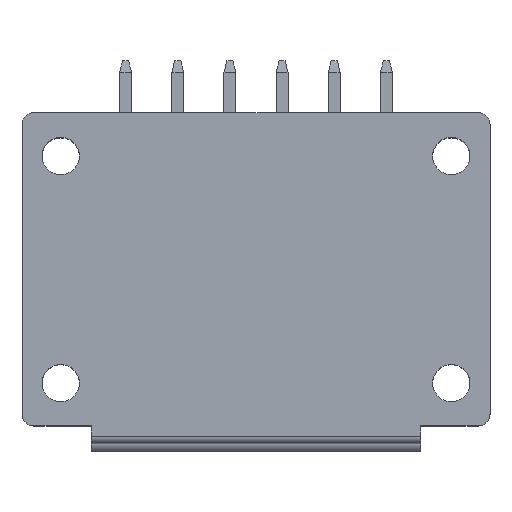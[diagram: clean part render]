
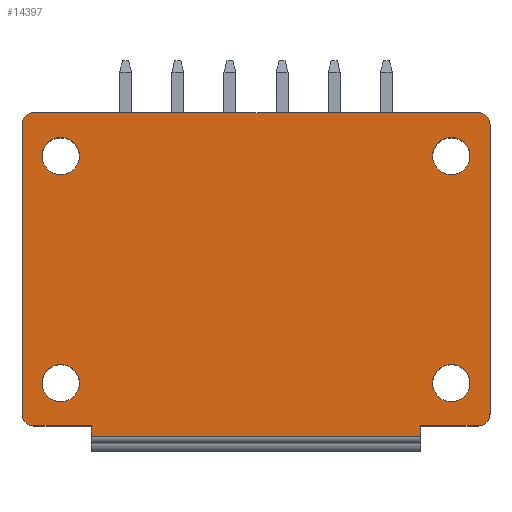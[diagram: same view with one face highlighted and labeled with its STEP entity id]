
A CAD part, top view. The second image highlights one B-rep face of the part: STEP entity #14397.
In plain terms, the highlighted planar face has unit normal (0, 0, 1).
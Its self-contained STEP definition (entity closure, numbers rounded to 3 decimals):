
#268=CARTESIAN_POINT('',(-24.3,-6.74,9.2));
#269=DIRECTION('',(0.,0.,-1.));
#270=DIRECTION('',(-1.,0.,0.));
#271=AXIS2_PLACEMENT_3D('',#268,#269,#270);
#273=CARTESIAN_POINT('',(-24.3,-6.74,9.2));
#274=DIRECTION('',(0.,0.,-1.));
#275=DIRECTION('',(1.,0.,0.));
#276=AXIS2_PLACEMENT_3D('',#273,#274,#275);
#278=CARTESIAN_POINT('',(-24.3,8.5,9.2));
#279=DIRECTION('',(0.,0.,-1.));
#280=DIRECTION('',(-1.,0.,0.));
#281=AXIS2_PLACEMENT_3D('',#278,#279,#280);
#283=CARTESIAN_POINT('',(-24.3,8.5,9.2));
#284=DIRECTION('',(0.,0.,-1.));
#285=DIRECTION('',(1.,0.,0.));
#286=AXIS2_PLACEMENT_3D('',#283,#284,#285);
#288=CARTESIAN_POINT('',(1.9,-6.74,9.2));
#289=DIRECTION('',(0.,0.,1.));
#290=DIRECTION('',(1.,0.,0.));
#291=AXIS2_PLACEMENT_3D('',#288,#289,#290);
#293=CARTESIAN_POINT('',(1.9,-6.74,9.2));
#294=DIRECTION('',(0.,0.,1.));
#295=DIRECTION('',(-1.,0.,0.));
#296=AXIS2_PLACEMENT_3D('',#293,#294,#295);
#298=CARTESIAN_POINT('',(1.9,8.5,9.2));
#299=DIRECTION('',(0.,0.,1.));
#300=DIRECTION('',(1.,0.,0.));
#301=AXIS2_PLACEMENT_3D('',#298,#299,#300);
#303=CARTESIAN_POINT('',(1.9,8.5,9.2));
#304=DIRECTION('',(0.,0.,1.));
#305=DIRECTION('',(-1.,0.,0.));
#306=AXIS2_PLACEMENT_3D('',#303,#304,#305);
#308=DIRECTION('',(0.,-1.,0.));
#309=VECTOR('',#308,0.7);
#310=CARTESIAN_POINT('',(-22.25,-9.6,9.2));
#311=LINE('',#310,#309);
#312=DIRECTION('',(1.,0.,0.));
#313=VECTOR('',#312,3.85);
#314=CARTESIAN_POINT('',(-26.1,-9.6,9.2));
#315=LINE('',#314,#313);
#316=CARTESIAN_POINT('',(-26.1,-8.8,9.2));
#317=DIRECTION('',(0.,0.,1.));
#318=DIRECTION('',(-1.,0.,0.));
#319=AXIS2_PLACEMENT_3D('',#316,#317,#318);
#321=CARTESIAN_POINT('',(-26.1,10.6,9.2));
#322=DIRECTION('',(0.,0.,1.));
#323=DIRECTION('',(0.,1.,0.));
#324=AXIS2_PLACEMENT_3D('',#321,#322,#323);
#326=CARTESIAN_POINT('',(3.7,10.6,9.2));
#327=DIRECTION('',(0.,0.,-1.));
#328=DIRECTION('',(0.,1.,0.));
#329=AXIS2_PLACEMENT_3D('',#326,#327,#328);
#331=CARTESIAN_POINT('',(3.7,-8.8,9.2));
#332=DIRECTION('',(0.,0.,-1.));
#333=DIRECTION('',(1.,0.,0.));
#334=AXIS2_PLACEMENT_3D('',#331,#332,#333);
#336=DIRECTION('',(-1.,0.,0.));
#337=VECTOR('',#336,3.85);
#338=CARTESIAN_POINT('',(3.7,-9.6,9.2));
#339=LINE('',#338,#337);
#340=DIRECTION('',(0.,-1.,0.));
#341=VECTOR('',#340,0.7);
#342=CARTESIAN_POINT('',(-0.15,-9.6,9.2));
#343=LINE('',#342,#341);
#5096=DIRECTION('',(0.,-1.,0.));
#5097=VECTOR('',#5096,19.4);
#5098=CARTESIAN_POINT('',(-26.9,10.6,9.2));
#5099=LINE('',#5098,#5097);
#5296=DIRECTION('',(-1.,0.,0.));
#5297=VECTOR('',#5296,29.8);
#5298=CARTESIAN_POINT('',(3.7,11.4,9.2));
#5299=LINE('',#5298,#5297);
#6076=DIRECTION('',(0.,1.,0.));
#6077=VECTOR('',#6076,19.4);
#6078=CARTESIAN_POINT('',(4.5,-8.8,9.2));
#6079=LINE('',#6078,#6077);
#6151=DIRECTION('',(-1.,0.,0.));
#6152=VECTOR('',#6151,22.1);
#6153=CARTESIAN_POINT('',(-0.15,-10.3,9.2));
#6154=LINE('',#6153,#6152);
#13668=CARTESIAN_POINT('',(-0.15,-10.3,9.2));
#13670=VERTEX_POINT('',#13668);
#13678=CARTESIAN_POINT('',(-22.25,-10.3,9.2));
#13680=VERTEX_POINT('',#13678);
#13984=CARTESIAN_POINT('',(3.15,8.5,9.2));
#13985=CARTESIAN_POINT('',(0.65,8.5,9.2));
#13986=VERTEX_POINT('',#13984);
#13987=VERTEX_POINT('',#13985);
#13988=CARTESIAN_POINT('',(3.15,-6.74,9.2));
#13989=CARTESIAN_POINT('',(0.65,-6.74,9.2));
#13990=VERTEX_POINT('',#13988);
#13991=VERTEX_POINT('',#13989);
#13992=CARTESIAN_POINT('',(3.7,11.4,9.2));
#13993=CARTESIAN_POINT('',(4.5,10.6,9.2));
#13994=VERTEX_POINT('',#13992);
#13995=VERTEX_POINT('',#13993);
#13996=CARTESIAN_POINT('',(4.5,-8.8,9.2));
#13997=CARTESIAN_POINT('',(3.7,-9.6,9.2));
#13998=VERTEX_POINT('',#13996);
#13999=VERTEX_POINT('',#13997);
#14000=CARTESIAN_POINT('',(-0.15,-9.6,9.2));
#14001=VERTEX_POINT('',#14000);
#14034=CARTESIAN_POINT('',(-25.55,8.5,9.2));
#14035=CARTESIAN_POINT('',(-23.05,8.5,9.2));
#14036=VERTEX_POINT('',#14034);
#14037=VERTEX_POINT('',#14035);
#14038=CARTESIAN_POINT('',(-25.55,-6.74,9.2));
#14039=CARTESIAN_POINT('',(-23.05,-6.74,9.2));
#14040=VERTEX_POINT('',#14038);
#14041=VERTEX_POINT('',#14039);
#14042=CARTESIAN_POINT('',(-26.1,11.4,9.2));
#14043=CARTESIAN_POINT('',(-26.9,10.6,9.2));
#14044=VERTEX_POINT('',#14042);
#14045=VERTEX_POINT('',#14043);
#14046=CARTESIAN_POINT('',(-26.9,-8.8,9.2));
#14047=CARTESIAN_POINT('',(-26.1,-9.6,9.2));
#14048=VERTEX_POINT('',#14046);
#14049=VERTEX_POINT('',#14047);
#14050=CARTESIAN_POINT('',(-22.25,-9.6,9.2));
#14051=VERTEX_POINT('',#14050);
#14344=CARTESIAN_POINT('',(0.,11.4,9.2));
#14345=DIRECTION('',(0.,0.,1.));
#14346=DIRECTION('',(0.,-1.,0.));
#14347=AXIS2_PLACEMENT_3D('',#14344,#14345,#14346);
#14348=PLANE('',#14347);
#14350=ORIENTED_EDGE('',*,*,#14349,.F.);
#14352=ORIENTED_EDGE('',*,*,#14351,.F.);
#14354=ORIENTED_EDGE('',*,*,#14353,.F.);
#14356=ORIENTED_EDGE('',*,*,#14355,.F.);
#14358=ORIENTED_EDGE('',*,*,#14357,.F.);
#14360=ORIENTED_EDGE('',*,*,#14359,.F.);
#14362=ORIENTED_EDGE('',*,*,#14361,.T.);
#14364=ORIENTED_EDGE('',*,*,#14363,.F.);
#14366=ORIENTED_EDGE('',*,*,#14365,.T.);
#14368=ORIENTED_EDGE('',*,*,#14367,.T.);
#14370=ORIENTED_EDGE('',*,*,#14369,.T.);
#14372=ORIENTED_EDGE('',*,*,#14371,.T.);
#14373=EDGE_LOOP('',(#14350,#14352,#14354,#14356,#14358,#14360,#14362,#14364,
#14366,#14368,#14370,#14372));
#14374=FACE_OUTER_BOUND('',#14373,.F.);
#14375=ORIENTED_EDGE('',*,*,#14324,.F.);
#14376=ORIENTED_EDGE('',*,*,#14338,.F.);
#14377=EDGE_LOOP('',(#14375,#14376));
#14378=FACE_BOUND('',#14377,.F.);
#14380=ORIENTED_EDGE('',*,*,#14379,.T.);
#14382=ORIENTED_EDGE('',*,*,#14381,.T.);
#14383=EDGE_LOOP('',(#14380,#14382));
#14384=FACE_BOUND('',#14383,.F.);
#14386=ORIENTED_EDGE('',*,*,#14385,.T.);
#14388=ORIENTED_EDGE('',*,*,#14387,.T.);
#14389=EDGE_LOOP('',(#14386,#14388));
#14390=FACE_BOUND('',#14389,.F.);
#14392=ORIENTED_EDGE('',*,*,#14391,.F.);
#14394=ORIENTED_EDGE('',*,*,#14393,.F.);
#14395=EDGE_LOOP('',(#14392,#14394));
#14396=FACE_BOUND('',#14395,.F.);
#14397=ADVANCED_FACE('',(#14374,#14378,#14384,#14390,#14396),#14348,.T.);
#272=CIRCLE('',#271,1.25);
#277=CIRCLE('',#276,1.25);
#282=CIRCLE('',#281,1.25);
#287=CIRCLE('',#286,1.25);
#292=CIRCLE('',#291,1.25);
#297=CIRCLE('',#296,1.25);
#302=CIRCLE('',#301,1.25);
#307=CIRCLE('',#306,1.25);
#320=CIRCLE('',#319,0.8);
#325=CIRCLE('',#324,0.8);
#330=CIRCLE('',#329,0.8);
#335=CIRCLE('',#334,0.8);
#14324=EDGE_CURVE('',#14036,#14037,#282,.T.);
#14338=EDGE_CURVE('',#14037,#14036,#287,.T.);
#14349=EDGE_CURVE('',#14051,#13680,#311,.T.);
#14351=EDGE_CURVE('',#14049,#14051,#315,.T.);
#14353=EDGE_CURVE('',#14048,#14049,#320,.T.);
#14355=EDGE_CURVE('',#14045,#14048,#5099,.T.);
#14357=EDGE_CURVE('',#14044,#14045,#325,.T.);
#14359=EDGE_CURVE('',#13994,#14044,#5299,.T.);
#14361=EDGE_CURVE('',#13994,#13995,#330,.T.);
#14363=EDGE_CURVE('',#13998,#13995,#6079,.T.);
#14365=EDGE_CURVE('',#13998,#13999,#335,.T.);
#14367=EDGE_CURVE('',#13999,#14001,#339,.T.);
#14369=EDGE_CURVE('',#14001,#13670,#343,.T.);
#14371=EDGE_CURVE('',#13670,#13680,#6154,.T.);
#14379=EDGE_CURVE('',#13990,#13991,#292,.T.);
#14381=EDGE_CURVE('',#13991,#13990,#297,.T.);
#14385=EDGE_CURVE('',#13986,#13987,#302,.T.);
#14387=EDGE_CURVE('',#13987,#13986,#307,.T.);
#14391=EDGE_CURVE('',#14040,#14041,#272,.T.);
#14393=EDGE_CURVE('',#14041,#14040,#277,.T.);
